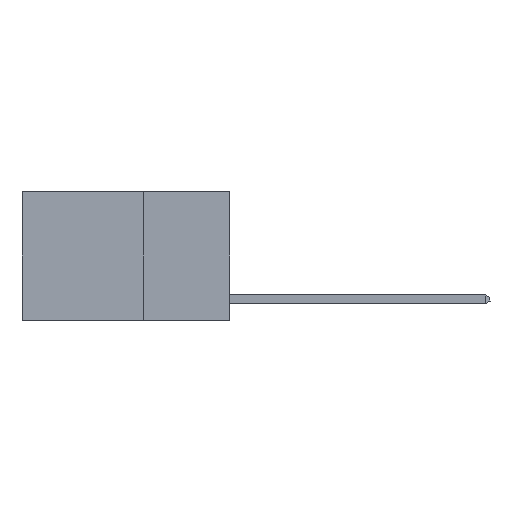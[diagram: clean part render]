
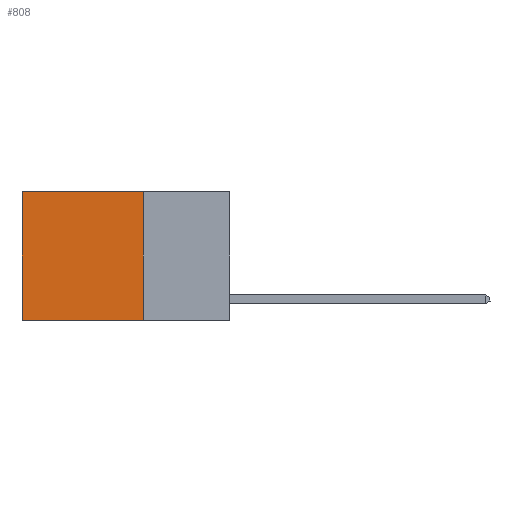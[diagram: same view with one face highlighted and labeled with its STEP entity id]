
A CAD part, left-side view. The second image highlights one B-rep face of the part: STEP entity #808.
In plain terms, the highlighted planar face has unit normal (-1, 0, 0).
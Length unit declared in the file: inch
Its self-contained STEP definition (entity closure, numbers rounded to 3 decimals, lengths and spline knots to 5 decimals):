
#48 = DIRECTION ( 'NONE',  ( 0., 0., -1. ) ) ;
#136 = CARTESIAN_POINT ( 'NONE',  ( 0.2625, 0.25, -0.37 ) ) ;
#808 = ADVANCED_FACE ( 'NONE', ( #2252 ), #7569, .F. ) ;
#810 = DIRECTION ( 'NONE',  ( 0., 0., -1. ) ) ;
#1179 = DIRECTION ( 'NONE',  ( 0., 0., -1. ) ) ;
#1388 = VERTEX_POINT ( 'NONE', #4351 ) ;
#2177 = CARTESIAN_POINT ( 'NONE',  ( 0.2625, 0.25, 0. ) ) ;
#2252 = FACE_OUTER_BOUND ( 'NONE', #11057, .T. ) ;
#2293 = VECTOR ( 'NONE', #810, 39.37008 ) ;
#2846 = EDGE_CURVE ( 'NONE', #4771, #1388, #3353, .T. ) ;
#3353 = LINE ( 'NONE', #13026, #7285 ) ;
#3511 = CARTESIAN_POINT ( 'NONE',  ( 0.2625, 0.25, -0.37 ) ) ;
#4296 = CARTESIAN_POINT ( 'NONE',  ( 0.2625, 0.6, 0. ) ) ;
#4351 = CARTESIAN_POINT ( 'NONE',  ( 0.2625, 0.6, 0. ) ) ;
#4611 = EDGE_CURVE ( 'NONE', #4771, #7489, #10780, .T. ) ;
#4650 = LINE ( 'NONE', #3511, #10867 ) ;
#4771 = VERTEX_POINT ( 'NONE', #8809 ) ;
#5952 = ORIENTED_EDGE ( 'NONE', *, *, #4611, .F. ) ;
#6166 = ORIENTED_EDGE ( 'NONE', *, *, #13147, .F. ) ;
#6389 = AXIS2_PLACEMENT_3D ( 'NONE', #6513, #6580, #1179 ) ;
#6413 = ORIENTED_EDGE ( 'NONE', *, *, #2846, .T. ) ;
#6513 = CARTESIAN_POINT ( 'NONE',  ( 0.2625, 0.25, 0. ) ) ;
#6580 = DIRECTION ( 'NONE',  ( 1., 0., 0. ) ) ;
#6753 = DIRECTION ( 'NONE',  ( 0., 1., 0. ) ) ;
#6761 = DIRECTION ( 'NONE',  ( 0., 1., 0. ) ) ;
#7285 = VECTOR ( 'NONE', #6753, 39.37008 ) ;
#7489 = VERTEX_POINT ( 'NONE', #136 ) ;
#7569 = PLANE ( 'NONE',  #6389 ) ;
#7858 = VERTEX_POINT ( 'NONE', #11727 ) ;
#8809 = CARTESIAN_POINT ( 'NONE',  ( 0.2625, 0.25, 0. ) ) ;
#8969 = VECTOR ( 'NONE', #48, 39.37008 ) ;
#10082 = EDGE_CURVE ( 'NONE', #1388, #7858, #13866, .T. ) ;
#10780 = LINE ( 'NONE', #2177, #8969 ) ;
#10867 = VECTOR ( 'NONE', #6761, 39.37008 ) ;
#11057 = EDGE_LOOP ( 'NONE', ( #11866, #6166, #5952, #6413 ) ) ;
#11727 = CARTESIAN_POINT ( 'NONE',  ( 0.2625, 0.6, -0.37 ) ) ;
#11866 = ORIENTED_EDGE ( 'NONE', *, *, #10082, .T. ) ;
#13026 = CARTESIAN_POINT ( 'NONE',  ( 0.2625, 0.25, 0. ) ) ;
#13147 = EDGE_CURVE ( 'NONE', #7489, #7858, #4650, .T. ) ;
#13866 = LINE ( 'NONE', #4296, #2293 ) ;
